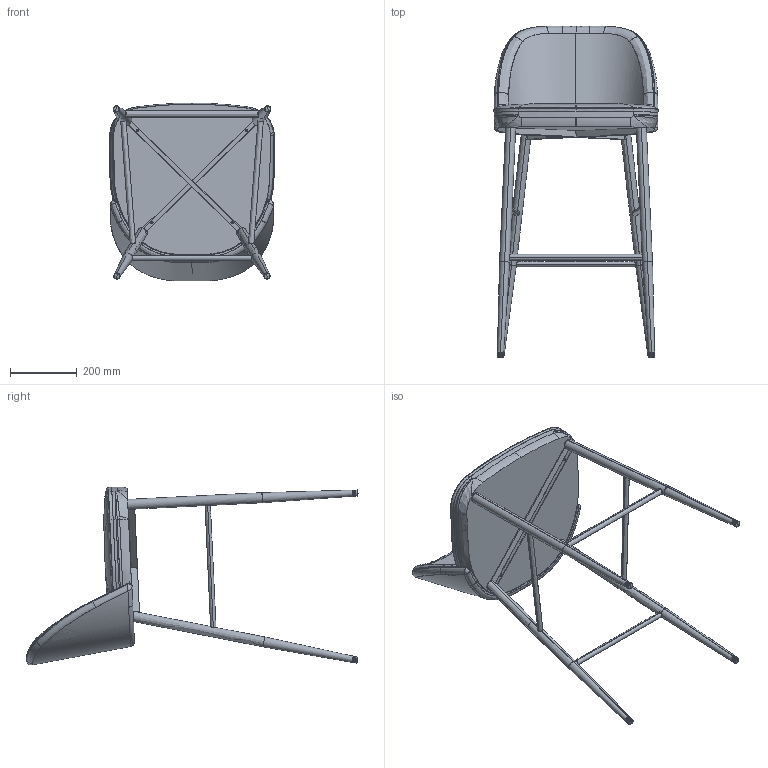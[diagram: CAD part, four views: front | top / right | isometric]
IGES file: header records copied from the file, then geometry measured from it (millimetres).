
Start section: SolidWorks IGES file using analytic representation for surfaces
Global section: file name: AN006.IGS; native system: SolidWorks 2022; preprocessor: SolidWorks 2022; author: Design.Exclusivo; date: 240209.142255; units: millimetre
Bounding box: 492.16 x 992.69 x 532.08 mm (x, y, z)
Surface area: 1569167.9 mm2 (no closed solid volume)
Topology: 0 solids, 0 shells, 502 faces, 10498 edges, 10464 vertices
Faces by surface type: bspline 301, revolution 201
